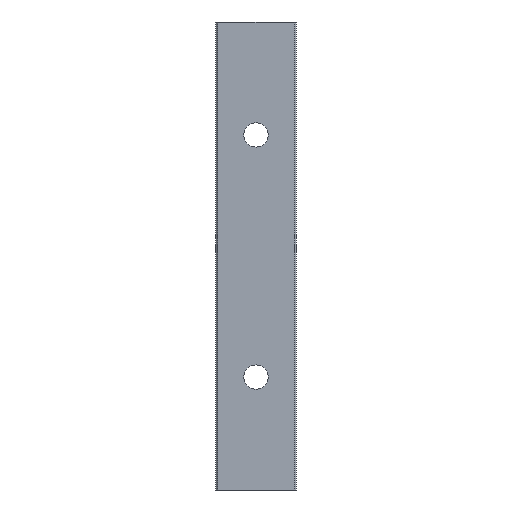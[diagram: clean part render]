
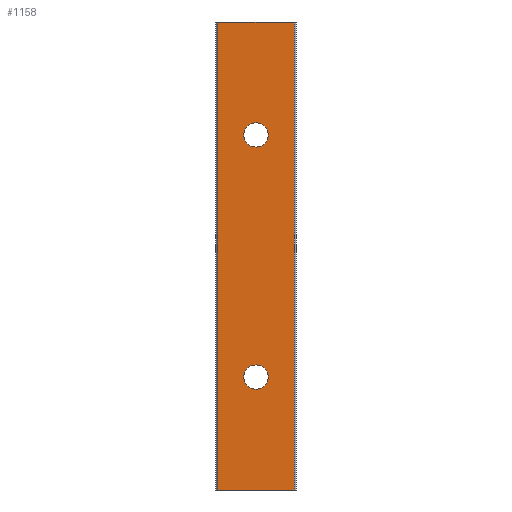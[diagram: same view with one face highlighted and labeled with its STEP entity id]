
A CAD part, front view. The second image highlights one B-rep face of the part: STEP entity #1158.
In plain terms, the highlighted planar face has unit normal (0, -1, 0).
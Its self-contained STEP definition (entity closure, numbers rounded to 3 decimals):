
#36 = PLANE ( 'NONE',  #1108 ) ;
#43 = CARTESIAN_POINT ( 'NONE',  ( 9.5, 0., -116. ) ) ;
#44 = DIRECTION ( 'NONE',  ( 0., -1., 0. ) ) ;
#45 = DIRECTION ( 'NONE',  ( 1., 0., 0. ) ) ;
#236 = ORIENTED_EDGE ( 'NONE', *, *, #1023, .F. ) ;
#237 = ORIENTED_EDGE ( 'NONE', *, *, #1002, .T. ) ;
#307 = EDGE_LOOP ( 'NONE', ( #369, #236, #237, #359 ) ) ;
#347 = EDGE_LOOP ( 'NONE', ( #357, #358 ) ) ;
#357 = ORIENTED_EDGE ( 'NONE', *, *, #976, .T. ) ;
#358 = ORIENTED_EDGE ( 'NONE', *, *, #1048, .T. ) ;
#359 = ORIENTED_EDGE ( 'NONE', *, *, #1010, .T. ) ;
#365 = ORIENTED_EDGE ( 'NONE', *, *, #1013, .T. ) ;
#366 = ORIENTED_EDGE ( 'NONE', *, *, #1014, .T. ) ;
#369 = ORIENTED_EDGE ( 'NONE', *, *, #1001, .F. ) ;
#382 = EDGE_LOOP ( 'NONE', ( #365, #366 ) ) ;
#418 = VERTEX_POINT ( 'NONE', #478 ) ;
#426 = VERTEX_POINT ( 'NONE', #486 ) ;
#434 = VERTEX_POINT ( 'NONE', #494 ) ;
#438 = VERTEX_POINT ( 'NONE', #498 ) ;
#445 = VERTEX_POINT ( 'NONE', #505 ) ;
#454 = VERTEX_POINT ( 'NONE', #514 ) ;
#458 = VERTEX_POINT ( 'NONE', #518 ) ;
#460 = VERTEX_POINT ( 'NONE', #520 ) ;
#478 = CARTESIAN_POINT ( 'NONE',  ( 0., 0., -91. ) ) ;
#486 = CARTESIAN_POINT ( 'NONE',  ( 0., 0., -25. ) ) ;
#494 = CARTESIAN_POINT ( 'NONE',  ( 9.5, 0., -116. ) ) ;
#498 = CARTESIAN_POINT ( 'NONE',  ( -9.5, 0., 0. ) ) ;
#505 = CARTESIAN_POINT ( 'NONE',  ( 9.5, 0., 0. ) ) ;
#514 = CARTESIAN_POINT ( 'NONE',  ( -9.5, 0., -116. ) ) ;
#518 = CARTESIAN_POINT ( 'NONE',  ( 0., 0., -31. ) ) ;
#520 = CARTESIAN_POINT ( 'NONE',  ( 0., 0., -85. ) ) ;
#530 = CARTESIAN_POINT ( 'NONE',  ( 0., 0., -88. ) ) ;
#531 = DIRECTION ( 'NONE',  ( 0., 1., 0. ) ) ;
#532 = DIRECTION ( 'NONE',  ( 0., 0., 1. ) ) ;
#587 = CARTESIAN_POINT ( 'NONE',  ( 9.5, 0., 0. ) ) ;
#588 = DIRECTION ( 'NONE',  ( 1., 0., 0. ) ) ;
#589 = CARTESIAN_POINT ( 'NONE',  ( 9.5, 0., -116. ) ) ;
#590 = DIRECTION ( 'NONE',  ( 1., 0., 0. ) ) ;
#601 = CARTESIAN_POINT ( 'NONE',  ( 9.5, 0., -116. ) ) ;
#607 = DIRECTION ( 'NONE',  ( 0., 0., 1. ) ) ;
#608 = CARTESIAN_POINT ( 'NONE',  ( 0., 0., -28. ) ) ;
#614 = DIRECTION ( 'NONE',  ( 0., 1., 0. ) ) ;
#615 = DIRECTION ( 'NONE',  ( 0., 0., 1. ) ) ;
#616 = CARTESIAN_POINT ( 'NONE',  ( 0., 0., -28. ) ) ;
#617 = DIRECTION ( 'NONE',  ( 0., 1., 0. ) ) ;
#618 = DIRECTION ( 'NONE',  ( 0., 0., 1. ) ) ;
#635 = CARTESIAN_POINT ( 'NONE',  ( -9.5, 0., -116. ) ) ;
#636 = DIRECTION ( 'NONE',  ( 0., 0., 1. ) ) ;
#683 = CARTESIAN_POINT ( 'NONE',  ( 0., 0., -88. ) ) ;
#693 = DIRECTION ( 'NONE',  ( 0., 1., 0. ) ) ;
#694 = DIRECTION ( 'NONE',  ( 0., 0., 1. ) ) ;
#747 = CIRCLE ( 'NONE', #971, 3. ) ;
#776 = LINE ( 'NONE', #601, #805 ) ;
#788 = LINE ( 'NONE', #587, #789 ) ;
#789 = VECTOR ( 'NONE', #588, 1000. ) ;
#790 = LINE ( 'NONE', #589, #791 ) ;
#791 = VECTOR ( 'NONE', #590, 1000. ) ;
#805 = VECTOR ( 'NONE', #607, 1000. ) ;
#810 = CIRCLE ( 'NONE', #1075, 3. ) ;
#812 = CIRCLE ( 'NONE', #1069, 3. ) ;
#827 = LINE ( 'NONE', #635, #828 ) ;
#828 = VECTOR ( 'NONE', #636, 1000. ) ;
#872 = CIRCLE ( 'NONE', #1084, 3. ) ;
#930 = FACE_BOUND ( 'NONE', #382, .T. ) ;
#933 = FACE_OUTER_BOUND ( 'NONE', #307, .T. ) ;
#935 = FACE_BOUND ( 'NONE', #347, .T. ) ;
#971 = AXIS2_PLACEMENT_3D ( 'NONE', #530, #531, #532 ) ;
#976 = EDGE_CURVE ( 'NONE', #460, #418, #747, .T. ) ;
#1001 = EDGE_CURVE ( 'NONE', #438, #445, #788, .T. ) ;
#1002 = EDGE_CURVE ( 'NONE', #454, #434, #790, .T. ) ;
#1010 = EDGE_CURVE ( 'NONE', #434, #445, #776, .T. ) ;
#1013 = EDGE_CURVE ( 'NONE', #426, #458, #810, .T. ) ;
#1014 = EDGE_CURVE ( 'NONE', #458, #426, #812, .T. ) ;
#1023 = EDGE_CURVE ( 'NONE', #454, #438, #827, .T. ) ;
#1048 = EDGE_CURVE ( 'NONE', #418, #460, #872, .T. ) ;
#1069 = AXIS2_PLACEMENT_3D ( 'NONE', #616, #617, #618 ) ;
#1075 = AXIS2_PLACEMENT_3D ( 'NONE', #608, #614, #615 ) ;
#1084 = AXIS2_PLACEMENT_3D ( 'NONE', #683, #693, #694 ) ;
#1108 = AXIS2_PLACEMENT_3D ( 'NONE', #43, #44, #45 ) ;
#1158 = ADVANCED_FACE ( 'NONE', ( #930, #933, #935 ), #36, .T. ) ;
